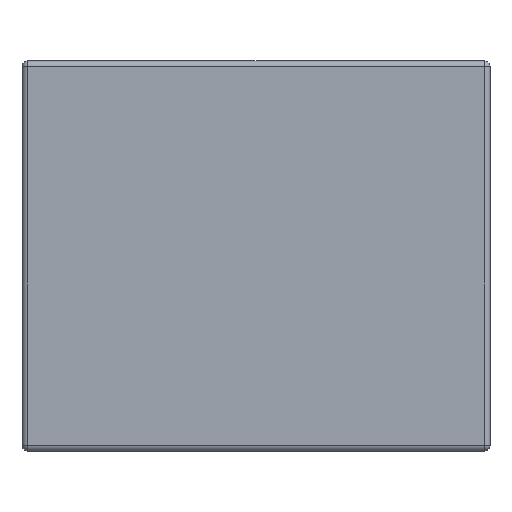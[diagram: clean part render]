
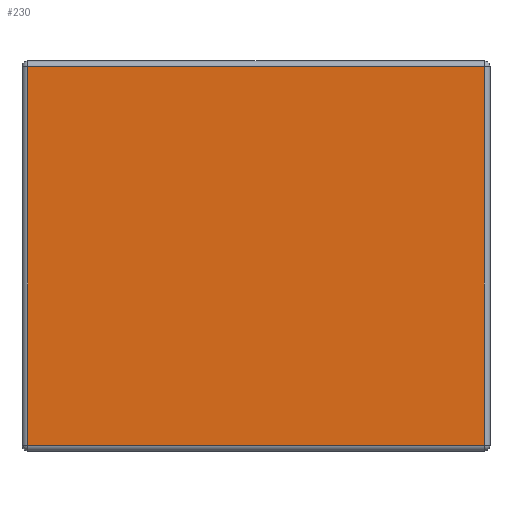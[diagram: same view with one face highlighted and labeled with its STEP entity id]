
A CAD part, top view. The second image highlights one B-rep face of the part: STEP entity #230.
In plain terms, the highlighted planar face has unit normal (0, 0, 1).
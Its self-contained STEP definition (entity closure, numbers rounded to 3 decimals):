
#230 = ADVANCED_FACE( '', ( #489 ), #490, .T. );
#489 = FACE_OUTER_BOUND( '', #762, .T. );
#490 = PLANE( '', #763 );
#762 = EDGE_LOOP( '', ( #1364, #1365, #1366, #1367 ) );
#763 = AXIS2_PLACEMENT_3D( '', #1368, #1369, #1370 );
#1364 = ORIENTED_EDGE( '', *, *, #1587, .T. );
#1365 = ORIENTED_EDGE( '', *, *, #1603, .T. );
#1366 = ORIENTED_EDGE( '', *, *, #1631, .T. );
#1367 = ORIENTED_EDGE( '', *, *, #1796, .T. );
#1368 = CARTESIAN_POINT( '', ( 0., 0., 29. ) );
#1369 = DIRECTION( '', ( 0., 0., 1. ) );
#1370 = DIRECTION( '', ( 1., 0., 0. ) );
#1587 = EDGE_CURVE( '', #1883, #1888, #1890, .T. );
#1603 = EDGE_CURVE( '', #1888, #1915, #1917, .T. );
#1631 = EDGE_CURVE( '', #1915, #1960, #1962, .T. );
#1796 = EDGE_CURVE( '', #1960, #1883, #2196, .T. );
#1883 = VERTEX_POINT( '', #2307 );
#1888 = VERTEX_POINT( '', #2313 );
#1890 = LINE( '', #2315, #2316 );
#1915 = VERTEX_POINT( '', #2349 );
#1917 = LINE( '', #2351, #2352 );
#1960 = VERTEX_POINT( '', #2409 );
#1962 = LINE( '', #2411, #2412 );
#2196 = LINE( '', #2748, #2749 );
#2307 = CARTESIAN_POINT( '', ( 58.5, -48.5, 29. ) );
#2313 = CARTESIAN_POINT( '', ( 58.5, 48.5, 29. ) );
#2315 = CARTESIAN_POINT( '', ( 58.5, 50., 29. ) );
#2316 = VECTOR( '', #2819, 1000. );
#2349 = CARTESIAN_POINT( '', ( -58.5, 48.5, 29. ) );
#2351 = CARTESIAN_POINT( '', ( -60., 48.5, 29. ) );
#2352 = VECTOR( '', #2837, 1000. );
#2409 = CARTESIAN_POINT( '', ( -58.5, -48.5, 29. ) );
#2411 = CARTESIAN_POINT( '', ( -58.5, -50., 29. ) );
#2412 = VECTOR( '', #2870, 1000. );
#2748 = CARTESIAN_POINT( '', ( 60., -48.5, 29. ) );
#2749 = VECTOR( '', #3030, 1000. );
#2819 = DIRECTION( '', ( 0., 1., 0. ) );
#2837 = DIRECTION( '', ( -1., 0., 0. ) );
#2870 = DIRECTION( '', ( 0., -1., 0. ) );
#3030 = DIRECTION( '', ( 1., 0., 0. ) );
